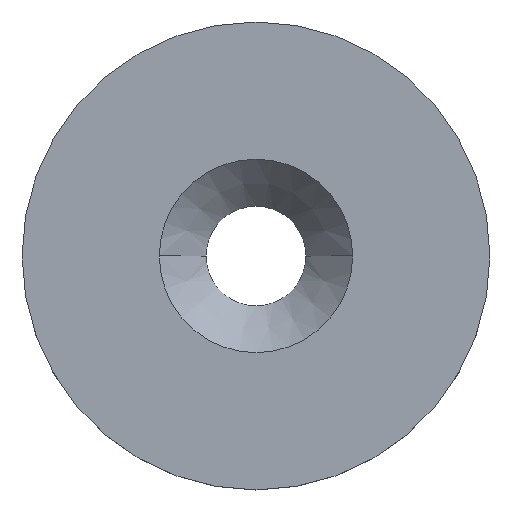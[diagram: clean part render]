
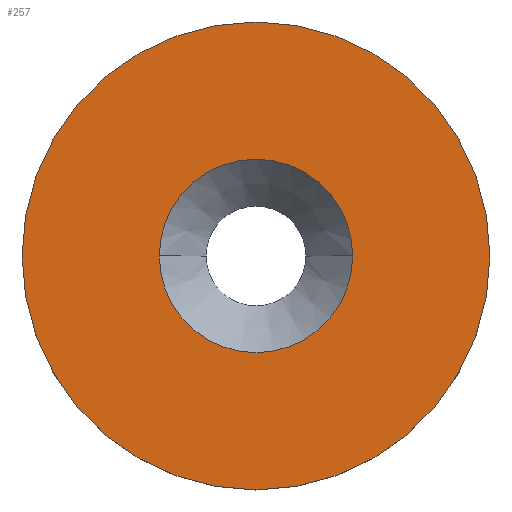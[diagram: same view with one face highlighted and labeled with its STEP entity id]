
A CAD part, top view. The second image highlights one B-rep face of the part: STEP entity #257.
In plain terms, the highlighted planar face has unit normal (0, 0, 1).
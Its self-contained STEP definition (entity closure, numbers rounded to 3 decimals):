
#1 = DIRECTION ( 'NONE',  ( 0., 0., 1. ) ) ;
#3 = FACE_BOUND ( 'NONE', #134, .T. ) ;
#8 = AXIS2_PLACEMENT_3D ( 'NONE', #162, #98, #182 ) ;
#48 = VERTEX_POINT ( 'NONE', #191 ) ;
#53 = EDGE_CURVE ( 'NONE', #124, #90, #170, .T. ) ;
#63 = DIRECTION ( 'NONE',  ( 0., 0., 1. ) ) ;
#90 = VERTEX_POINT ( 'NONE', #138 ) ;
#94 = AXIS2_PLACEMENT_3D ( 'NONE', #285, #99, #140 ) ;
#97 = ORIENTED_EDGE ( 'NONE', *, *, #53, .T. ) ;
#98 = DIRECTION ( 'NONE',  ( 0., 0., 1. ) ) ;
#99 = DIRECTION ( 'NONE',  ( 0., 0., 1. ) ) ;
#124 = VERTEX_POINT ( 'NONE', #154 ) ;
#125 = EDGE_CURVE ( 'NONE', #48, #165, #240, .T. ) ;
#132 = AXIS2_PLACEMENT_3D ( 'NONE', #133, #63, #297 ) ;
#133 = CARTESIAN_POINT ( 'NONE',  ( 0., 0., 4. ) ) ;
#134 = EDGE_LOOP ( 'NONE', ( #161, #247 ) ) ;
#138 = CARTESIAN_POINT ( 'NONE',  ( 15., 0., 4. ) ) ;
#140 = DIRECTION ( 'NONE',  ( 1., 0., 0. ) ) ;
#148 = CIRCLE ( 'NONE', #94, 15. ) ;
#153 = AXIS2_PLACEMENT_3D ( 'NONE', #203, #1, #229 ) ;
#154 = CARTESIAN_POINT ( 'NONE',  ( -15., 0., 4. ) ) ;
#159 = ORIENTED_EDGE ( 'NONE', *, *, #296, .T. ) ;
#161 = ORIENTED_EDGE ( 'NONE', *, *, #288, .F. ) ;
#162 = CARTESIAN_POINT ( 'NONE',  ( 0., 0., 4. ) ) ;
#165 = VERTEX_POINT ( 'NONE', #275 ) ;
#166 = EDGE_LOOP ( 'NONE', ( #97, #159 ) ) ;
#170 = CIRCLE ( 'NONE', #132, 15. ) ;
#176 = AXIS2_PLACEMENT_3D ( 'NONE', #270, #230, #227 ) ;
#182 = DIRECTION ( 'NONE',  ( 1., 0., 0. ) ) ;
#191 = CARTESIAN_POINT ( 'NONE',  ( -6.2, 0., 4. ) ) ;
#197 = PLANE ( 'NONE',  #176 ) ;
#203 = CARTESIAN_POINT ( 'NONE',  ( 0., 0., 4. ) ) ;
#219 = FACE_OUTER_BOUND ( 'NONE', #166, .T. ) ;
#227 = DIRECTION ( 'NONE',  ( 1., 0., 0. ) ) ;
#229 = DIRECTION ( 'NONE',  ( 1., 0., 0. ) ) ;
#230 = DIRECTION ( 'NONE',  ( 0., 0., 1. ) ) ;
#240 = CIRCLE ( 'NONE', #153, 6.2 ) ;
#247 = ORIENTED_EDGE ( 'NONE', *, *, #125, .F. ) ;
#257 = ADVANCED_FACE ( 'NONE', ( #3, #219 ), #197, .T. ) ;
#270 = CARTESIAN_POINT ( 'NONE',  ( 0., 0., 4. ) ) ;
#275 = CARTESIAN_POINT ( 'NONE',  ( 6.2, 0., 4. ) ) ;
#285 = CARTESIAN_POINT ( 'NONE',  ( 0., 0., 4. ) ) ;
#288 = EDGE_CURVE ( 'NONE', #165, #48, #292, .T. ) ;
#292 = CIRCLE ( 'NONE', #8, 6.2 ) ;
#296 = EDGE_CURVE ( 'NONE', #90, #124, #148, .T. ) ;
#297 = DIRECTION ( 'NONE',  ( 1., 0., 0. ) ) ;
